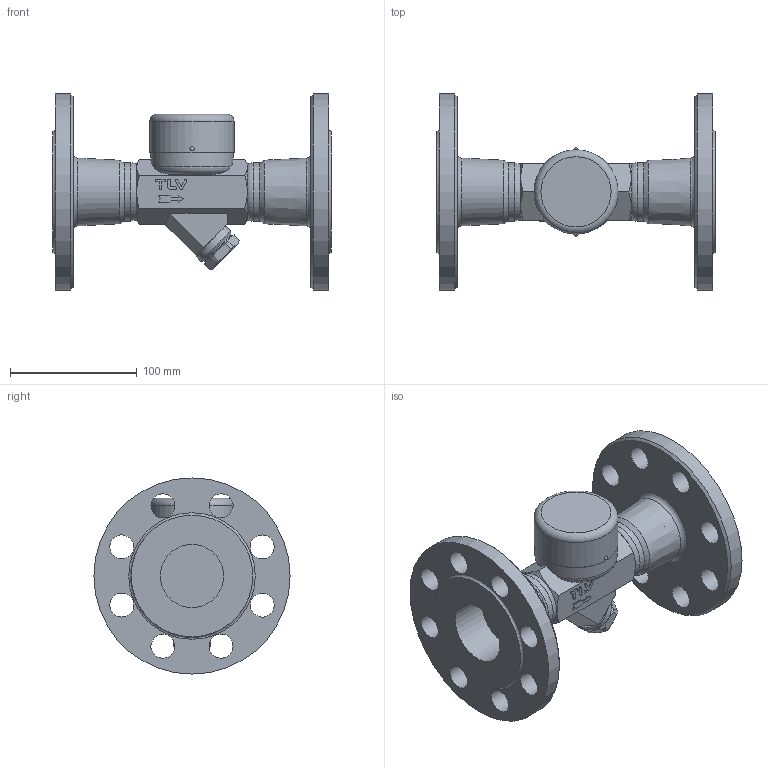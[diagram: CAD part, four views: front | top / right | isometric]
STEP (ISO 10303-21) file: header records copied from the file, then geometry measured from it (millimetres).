
FILE_DESCRIPTION((''),'2;1');
FILE_NAME('a46sw-050-jis16-00.stp','2010-06-30T16:12:40',('nakaot'),(''),'Autodesk Inventor 2008','Autodesk Inventor 2008','');
FILE_SCHEMA(('AUTOMOTIVE_DESIGN { 1 0 10303 214 1 1 1 1 }'));
Length unit declared in the file: millimetre
Products named in the file (1): a46sw-050-jis16-00
Bounding box: 220 x 155 x 155 mm (x, y, z)
Volume: 910416 mm3; surface area: 141677 mm2
Topology: 1 solids, 1 shells, 135 faces, 360 edges, 238 vertices
Faces by surface type: plane 64, cylinder 30, bspline 25, cone 11, torus 4, sphere 1
Full cylindrical faces by diameter (mm): 19 x8, 29 x1, 34 x1, 46 x1, 50 x1, 65 x1, 66.5 x1, 155 x1
Entity records: 4584 total; most frequent: CARTESIAN_POINT 1538, DIRECTION 591, ORIENTED_EDGE 586, EDGE_CURVE 293, AXIS2_PLACEMENT_3D 227, EDGE_LOOP 226, VERTEX_POINT 219, VECTOR 137
